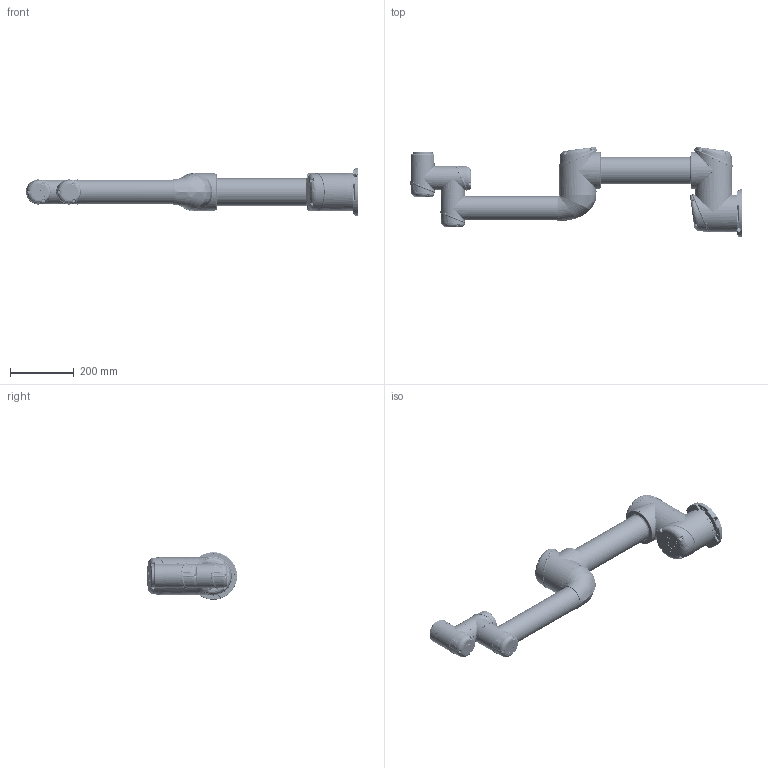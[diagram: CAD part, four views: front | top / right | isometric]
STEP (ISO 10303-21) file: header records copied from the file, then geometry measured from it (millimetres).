
FILE_DESCRIPTION (( 'STEP AP214' ), '1' );
FILE_NAME ('24105_Support.step', '2017-11-17T13:27:41', ( '' ), ( '' ), 'SwSTEP 2.0', 'SolidWorks 2015', '' );
FILE_SCHEMA (( 'AUTOMOTIVE_DESIGN' ));
Length unit declared in the file: millimetre
Products named in the file (18): 24105_Support; 33316_Support; 33115_Support; 33116_Support; 31362_Support; 31132_Support; 31105_Support; 31008_Support; 33103_Support; 34111_Support; 31101_Support; 31106_Support; 31001_Support; 31305_Support; 34311_Support; 31301_Support; 33303_Support; 31320_Support
Assembly tree (36 placements, depth 2):
  24105_Support
    31320_Support
    33303_Support  x3
    31301_Support  x3
    34311_Support  x3
    31305_Support
    31001_Support
    31106_Support
    31101_Support  x3
    34111_Support  x3
    33103_Support  x3
    31008_Support
    31105_Support
    31132_Support  x2
    31362_Support  x3
    33116_Support  x3
    33115_Support
    33316_Support  x3
Bounding box: 1040.5 x 282.18 x 149 mm (x, y, z)
Volume: 10735115.3 mm3; surface area: 1199764.6 mm2
Topology: 36 solids, 204 shells, 8385 faces, 20211 edges, 12098 vertices
Faces by surface type: bspline 3645, plane 1855, cylinder 1110, cone 967, sphere 417, torus 391
Entity records: 154791 total; most frequent: CARTESIAN_POINT 93235, ORIENTED_EDGE 14428, DIRECTION 10114, EDGE_CURVE 7214, VERTEX_POINT 4401, AXIS2_PLACEMENT_3D 4097, EDGE_LOOP 3197, ADVANCED_FACE 3075
